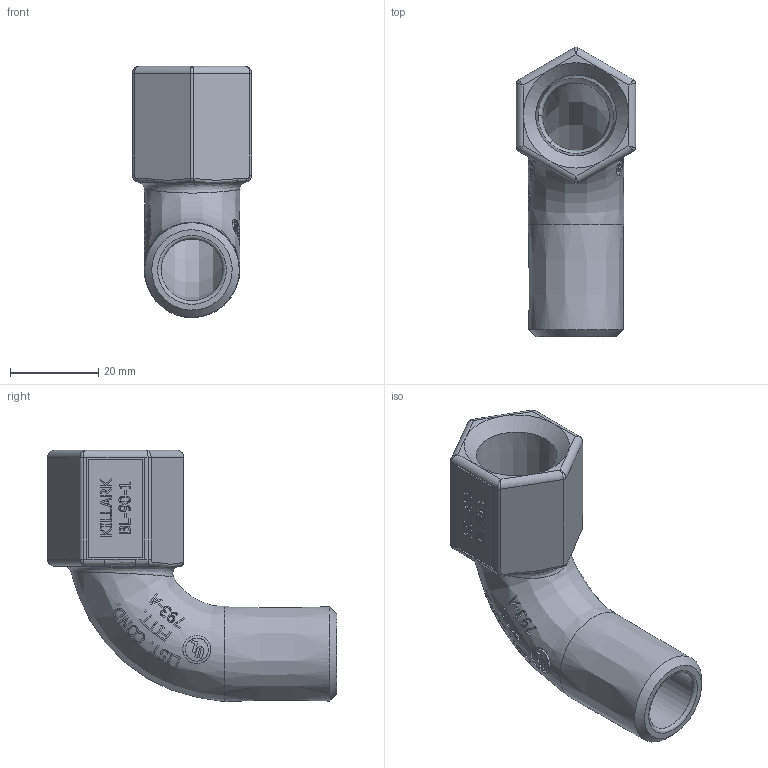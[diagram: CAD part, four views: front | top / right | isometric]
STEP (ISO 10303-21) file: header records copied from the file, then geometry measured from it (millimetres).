
FILE_DESCRIPTION(/* description */ (''),/* implementation_level */ '2;1');
FILE_NAME(/* name */ 'BL-90-1.ipt.stp',/* time_stamp */ '2021-03-17T11:49:14+05:00',/* author */ ('CJM'),/* organization */ (''),/* preprocessor_version */ 'ST-DEVELOPER v18',/* originating_system */ 'Autodesk Inventor 2020',/* authorisation */ '');
FILE_SCHEMA (('AUTOMOTIVE_DESIGN { 1 0 10303 214 3 1 1 }'));
Length unit declared in the file: inch
Products named in the file (1): BL-90-1
Bounding box: 26.99 x 65.46 x 56.83 mm (x, y, z)
Volume: 21301.3 mm3; surface area: 11855.4 mm2
Topology: 1 solids, 1 shells, 1027 faces, 2755 edges, 1814 vertices
Faces by surface type: plane 593, bspline 392, cylinder 37, torus 2, cone 2, sphere 1
Full cylindrical faces by diameter (mm): 5.175 x1, 6.35 x1, 13.97 x1
Entity records: 38124 total; most frequent: CARTESIAN_POINT 15866, ORIENTED_EDGE 5490, DIRECTION 2913, EDGE_CURVE 2745, VERTEX_POINT 1814, LINE 1495, VECTOR 1495, B_SPLINE_CURVE_WITH_KNOTS 1177
